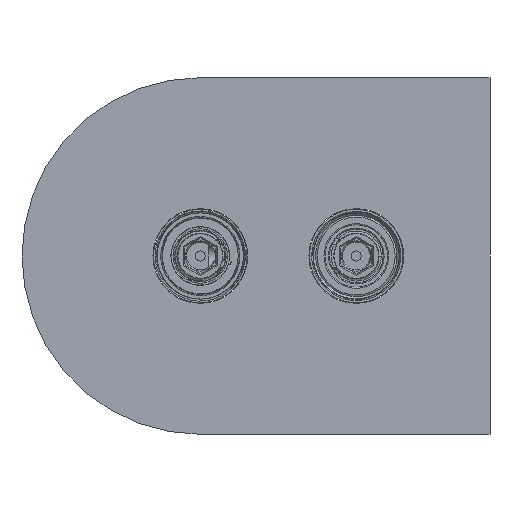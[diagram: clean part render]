
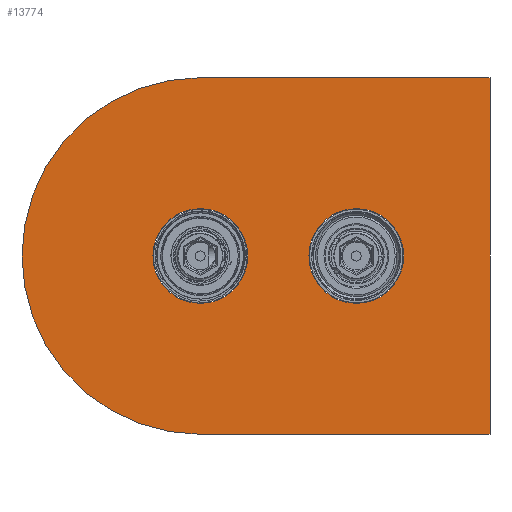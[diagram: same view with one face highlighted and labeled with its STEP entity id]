
A CAD part, front view. The second image highlights one B-rep face of the part: STEP entity #13774.
In plain terms, the highlighted planar face has unit normal (0, -1, 0).
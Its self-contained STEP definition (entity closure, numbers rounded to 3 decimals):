
#178 = EDGE_CURVE ( 'NONE', #19406, #19406, #10668, .T. ) ;
#299 = ORIENTED_EDGE ( 'NONE', *, *, #18228, .T. ) ;
#1849 = CARTESIAN_POINT ( 'NONE',  ( 130., -9.3, -80. ) ) ;
#2566 = CIRCLE ( 'NONE', #4340, 21.25 ) ;
#2876 = ORIENTED_EDGE ( 'NONE', *, *, #5115, .T. ) ;
#3175 = DIRECTION ( 'NONE',  ( 0., 0., 1. ) ) ;
#3275 = CARTESIAN_POINT ( 'NONE',  ( 130., -9.3, 80. ) ) ;
#3567 = DIRECTION ( 'NONE',  ( 0., 0., -1. ) ) ;
#3633 = DIRECTION ( 'NONE',  ( 0., -1., 0. ) ) ;
#4205 = DIRECTION ( 'NONE',  ( 0., -1., 0. ) ) ;
#4304 = DIRECTION ( 'NONE',  ( 0., -1., 0. ) ) ;
#4340 = AXIS2_PLACEMENT_3D ( 'NONE', #13436, #4205, #16700 ) ;
#4600 = VERTEX_POINT ( 'NONE', #3275 ) ;
#4664 = EDGE_LOOP ( 'NONE', ( #16450 ) ) ;
#4845 = AXIS2_PLACEMENT_3D ( 'NONE', #13736, #13590, #7623 ) ;
#5115 = EDGE_CURVE ( 'NONE', #12745, #13755, #10291, .T. ) ;
#6255 = LINE ( 'NONE', #13261, #10321 ) ;
#7204 = PLANE ( 'NONE',  #11058 ) ;
#7623 = DIRECTION ( 'NONE',  ( 0., 0., -1. ) ) ;
#8186 = EDGE_LOOP ( 'NONE', ( #13866 ) ) ;
#8298 = ORIENTED_EDGE ( 'NONE', *, *, #16966, .T. ) ;
#8343 = FACE_BOUND ( 'NONE', #4664, .T. ) ;
#8364 = FACE_BOUND ( 'NONE', #8186, .T. ) ;
#8567 = DIRECTION ( 'NONE',  ( 1., 0., 0. ) ) ;
#8682 = DIRECTION ( 'NONE',  ( 0., 0., -1. ) ) ;
#8786 = CARTESIAN_POINT ( 'NONE',  ( 0., -9.3, -21.25 ) ) ;
#8986 = DIRECTION ( 'NONE',  ( -1., 0., 0. ) ) ;
#9337 = FACE_OUTER_BOUND ( 'NONE', #11788, .T. ) ;
#9562 = CARTESIAN_POINT ( 'NONE',  ( 0., -9.3, 0. ) ) ;
#10291 = CIRCLE ( 'NONE', #4845, 80. ) ;
#10321 = VECTOR ( 'NONE', #8567, 1000. ) ;
#10561 = CARTESIAN_POINT ( 'NONE',  ( 0., -9.3, 80. ) ) ;
#10668 = CIRCLE ( 'NONE', #14245, 21.25 ) ;
#11058 = AXIS2_PLACEMENT_3D ( 'NONE', #18029, #4304, #8682 ) ;
#11788 = EDGE_LOOP ( 'NONE', ( #12577, #8298, #299, #2876 ) ) ;
#12022 = VECTOR ( 'NONE', #8986, 1000. ) ;
#12345 = EDGE_CURVE ( 'NONE', #13755, #14204, #6255, .T. ) ;
#12577 = ORIENTED_EDGE ( 'NONE', *, *, #12345, .T. ) ;
#12745 = VERTEX_POINT ( 'NONE', #10561 ) ;
#13261 = CARTESIAN_POINT ( 'NONE',  ( 0., -9.3, -80. ) ) ;
#13436 = CARTESIAN_POINT ( 'NONE',  ( 70., -9.3, 0. ) ) ;
#13531 = CARTESIAN_POINT ( 'NONE',  ( 0., -9.3, -80. ) ) ;
#13590 = DIRECTION ( 'NONE',  ( 0., -1., 0. ) ) ;
#13736 = CARTESIAN_POINT ( 'NONE',  ( 0., -9.3, 0. ) ) ;
#13755 = VERTEX_POINT ( 'NONE', #13531 ) ;
#13774 = ADVANCED_FACE ( 'NONE', ( #8364, #8343, #9337 ), #7204, .T. ) ;
#13866 = ORIENTED_EDGE ( 'NONE', *, *, #178, .F. ) ;
#13996 = EDGE_CURVE ( 'NONE', #16281, #16281, #2566, .T. ) ;
#14204 = VERTEX_POINT ( 'NONE', #1849 ) ;
#14245 = AXIS2_PLACEMENT_3D ( 'NONE', #9562, #3633, #3567 ) ;
#15580 = CARTESIAN_POINT ( 'NONE',  ( 130., -9.3, -80. ) ) ;
#16281 = VERTEX_POINT ( 'NONE', #18340 ) ;
#16450 = ORIENTED_EDGE ( 'NONE', *, *, #13996, .F. ) ;
#16700 = DIRECTION ( 'NONE',  ( 0., 0., -1. ) ) ;
#16812 = LINE ( 'NONE', #15580, #19132 ) ;
#16966 = EDGE_CURVE ( 'NONE', #14204, #4600, #16812, .T. ) ;
#18029 = CARTESIAN_POINT ( 'NONE',  ( 0., -9.3, 0. ) ) ;
#18228 = EDGE_CURVE ( 'NONE', #4600, #12745, #19494, .T. ) ;
#18340 = CARTESIAN_POINT ( 'NONE',  ( 70., -9.3, -21.25 ) ) ;
#18384 = CARTESIAN_POINT ( 'NONE',  ( 130., -9.3, 80. ) ) ;
#19132 = VECTOR ( 'NONE', #3175, 1000. ) ;
#19406 = VERTEX_POINT ( 'NONE', #8786 ) ;
#19494 = LINE ( 'NONE', #18384, #12022 ) ;
